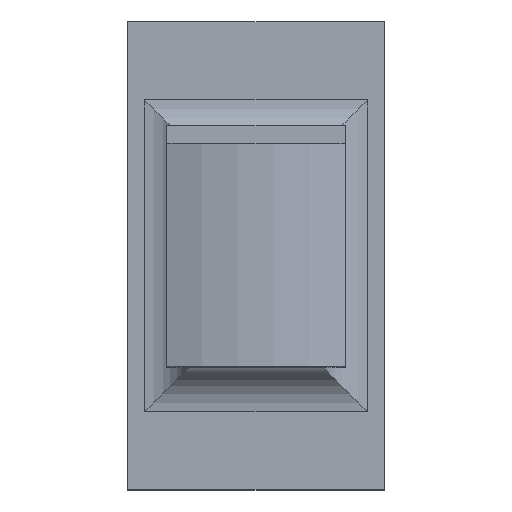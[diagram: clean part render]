
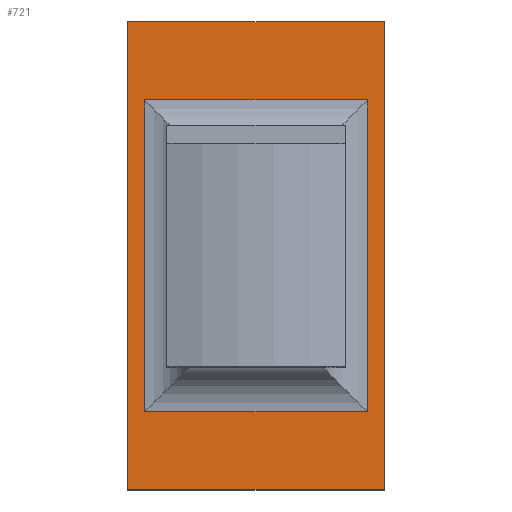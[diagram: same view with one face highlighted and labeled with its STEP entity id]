
A CAD part, top view. The second image highlights one B-rep face of the part: STEP entity #721.
In plain terms, the highlighted planar face has unit normal (0, 0, 1).
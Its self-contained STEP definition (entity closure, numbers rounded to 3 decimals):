
#467=CARTESIAN_POINT('Line Origine',(57.5,0.,15.)) ;
#471=CARTESIAN_POINT('Vertex',(57.5,105.,15.)) ;
#473=CARTESIAN_POINT('Vertex',(57.5,-105.,15.)) ;
#507=CARTESIAN_POINT('Line Origine',(0.,-105.,15.)) ;
#511=CARTESIAN_POINT('Vertex',(-57.5,-105.,15.)) ;
#544=CARTESIAN_POINT('Vertex',(-57.5,105.,15.)) ;
#552=CARTESIAN_POINT('Line Origine',(-57.5,0.,15.)) ;
#574=CARTESIAN_POINT('Line Origine',(0.,105.,15.)) ;
#676=CARTESIAN_POINT('Axis2P3D Location',(0.,-105.,15.)) ;
#687=CARTESIAN_POINT('Line Origine',(0.,-70.,15.)) ;
#691=CARTESIAN_POINT('Vertex',(50.,-70.,15.)) ;
#693=CARTESIAN_POINT('Vertex',(-50.,-70.,15.)) ;
#696=CARTESIAN_POINT('Line Origine',(-50.,0.,15.)) ;
#700=CARTESIAN_POINT('Vertex',(-50.,70.,15.)) ;
#703=CARTESIAN_POINT('Line Origine',(0.,70.,15.)) ;
#707=CARTESIAN_POINT('Vertex',(50.,70.,15.)) ;
#710=CARTESIAN_POINT('Line Origine',(50.,0.,15.)) ;
#468=DIRECTION('Vector Direction',(0.,1.,0.)) ;
#508=DIRECTION('Vector Direction',(1.,0.,0.)) ;
#553=DIRECTION('Vector Direction',(0.,1.,0.)) ;
#575=DIRECTION('Vector Direction',(1.,0.,0.)) ;
#677=DIRECTION('Axis2P3D Direction',(0.,0.,-1.)) ;
#678=DIRECTION('Axis2P3D XDirection',(0.,1.,0.)) ;
#688=DIRECTION('Vector Direction',(-1.,0.,0.)) ;
#697=DIRECTION('Vector Direction',(0.,1.,0.)) ;
#704=DIRECTION('Vector Direction',(-1.,0.,0.)) ;
#711=DIRECTION('Vector Direction',(0.,1.,0.)) ;
#679=AXIS2_PLACEMENT_3D('Plane Axis2P3D',#676,#677,#678) ;
#682=ORIENTED_EDGE('',*,*,#578,.F.) ;
#683=ORIENTED_EDGE('',*,*,#556,.T.) ;
#684=ORIENTED_EDGE('',*,*,#513,.T.) ;
#685=ORIENTED_EDGE('',*,*,#475,.F.) ;
#716=ORIENTED_EDGE('',*,*,#695,.T.) ;
#717=ORIENTED_EDGE('',*,*,#702,.T.) ;
#718=ORIENTED_EDGE('',*,*,#709,.T.) ;
#719=ORIENTED_EDGE('',*,*,#714,.T.) ;
#720=FACE_BOUND('',#715,.T.) ;
#469=VECTOR('Line Direction',#468,1.) ;
#509=VECTOR('Line Direction',#508,1.) ;
#554=VECTOR('Line Direction',#553,1.) ;
#576=VECTOR('Line Direction',#575,1.) ;
#689=VECTOR('Line Direction',#688,1.) ;
#698=VECTOR('Line Direction',#697,1.) ;
#705=VECTOR('Line Direction',#704,1.) ;
#712=VECTOR('Line Direction',#711,1.) ;
#721=ADVANCED_FACE('PartBody',(#686,#720),#680,.F.) ;
#475=EDGE_CURVE('',#472,#474,#470,.F.) ;
#513=EDGE_CURVE('',#512,#474,#510,.T.) ;
#556=EDGE_CURVE('',#545,#512,#555,.F.) ;
#578=EDGE_CURVE('',#545,#472,#577,.T.) ;
#695=EDGE_CURVE('',#692,#694,#690,.T.) ;
#702=EDGE_CURVE('',#694,#701,#699,.T.) ;
#709=EDGE_CURVE('',#701,#708,#706,.F.) ;
#714=EDGE_CURVE('',#708,#692,#713,.F.) ;
#681=EDGE_LOOP('',(#682,#683,#684,#685)) ;
#715=EDGE_LOOP('',(#716,#717,#718,#719)) ;
#686=FACE_OUTER_BOUND('',#681,.T.) ;
#470=LINE('Line',#467,#469) ;
#510=LINE('Line',#507,#509) ;
#555=LINE('Line',#552,#554) ;
#577=LINE('Line',#574,#576) ;
#690=LINE('Line',#687,#689) ;
#699=LINE('Line',#696,#698) ;
#706=LINE('Line',#703,#705) ;
#713=LINE('Line',#710,#712) ;
#680=PLANE('Plane',#679) ;
#472=VERTEX_POINT('',#471) ;
#474=VERTEX_POINT('',#473) ;
#512=VERTEX_POINT('',#511) ;
#545=VERTEX_POINT('',#544) ;
#692=VERTEX_POINT('',#691) ;
#694=VERTEX_POINT('',#693) ;
#701=VERTEX_POINT('',#700) ;
#708=VERTEX_POINT('',#707) ;
